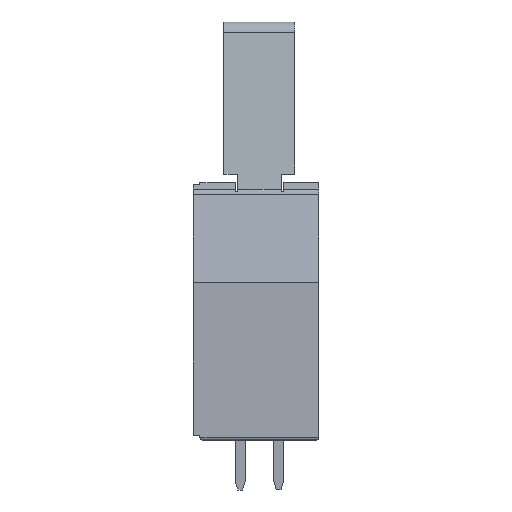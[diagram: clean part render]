
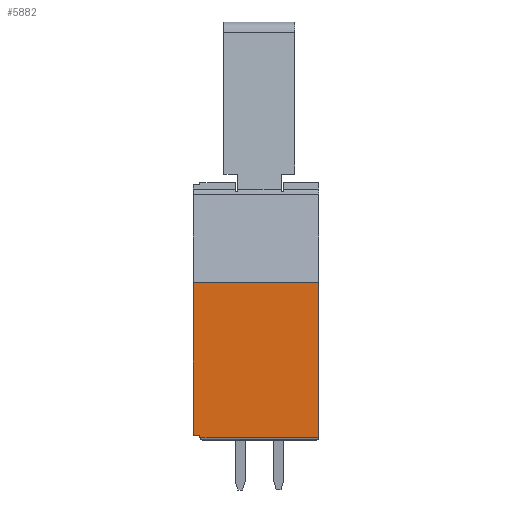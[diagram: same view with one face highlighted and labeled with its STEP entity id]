
A CAD part, left-side view. The second image highlights one B-rep face of the part: STEP entity #5882.
In plain terms, the highlighted planar face has unit normal (-1, 0, 0).
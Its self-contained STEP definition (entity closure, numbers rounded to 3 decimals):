
#2266=EDGE_CURVE('',#4264,#6136,#6601,.T.);
#3370=VERTEX_POINT('',#7811);
#3768=EDGE_CURVE('',#4366,#6136,#8244,.T.);
#3902=EDGE_CURVE('',#6022,#4644,#8389,.T.);
#3994=EDGE_CURVE('',#3370,#4264,#8489,.T.);
#4264=VERTEX_POINT('',#8783);
#4366=VERTEX_POINT('',#8897);
#4644=VERTEX_POINT('',#9205);
#4678=EDGE_CURVE('',#4644,#3370,#9242,.T.);
#4892=EDGE_CURVE('',#6022,#4366,#9475,.T.);
#5882=ADVANCED_FACE('',(#10560),#10561,.T.);
#6022=VERTEX_POINT('',#10714);
#6136=VERTEX_POINT('',#10834);
#6601=LINE('',#11379,#11380);
#7811=CARTESIAN_POINT('',(-18.49,8.3,0.3));
#8244=LINE('',#13703,#13704);
#8389=LINE('',#13913,#13914);
#8489=LINE('',#14063,#14064);
#8783=CARTESIAN_POINT('',(-18.49,8.3,10.4));
#8897=CARTESIAN_POINT('',(-18.49,0.0,0.15));
#9205=CARTESIAN_POINT('',(-18.49,7.85,0.3));
#9242=LINE('',#15131,#15132);
#9475=LINE('',#15477,#15478);
#10560=FACE_OUTER_BOUND('',#17012,.T.);
#10561=PLANE('',#17013);
#10714=CARTESIAN_POINT('',(-18.49,7.85,0.15));
#10834=CARTESIAN_POINT('',(-18.49,0.0,10.4));
#11379=CARTESIAN_POINT('',(-18.49,4.15,10.4));
#11380=VECTOR('',#18057,1.0);
#13703=CARTESIAN_POINT('',(-18.49,0.,0.0));
#13704=VECTOR('',#19711,1.0);
#13913=CARTESIAN_POINT('',(-18.49,7.85,0.15));
#13914=VECTOR('',#19845,1.0);
#14063=CARTESIAN_POINT('',(-18.49,8.3,0.0));
#14064=VECTOR('',#19935,1.0);
#15131=CARTESIAN_POINT('',(-18.49,4.15,0.3));
#15132=VECTOR('',#20757,1.0);
#15477=CARTESIAN_POINT('',(-18.49,4.15,0.15));
#15478=VECTOR('',#20996,1.0);
#17012=EDGE_LOOP('',(#22221,#22222,#22223,#22224,#22225,#22226));
#17013=AXIS2_PLACEMENT_3D('',#22227,#22228,#22229);
#18057=DIRECTION('',(0.0,-1.0,0.));
#19711=DIRECTION('',(0.0,0.0,1.0));
#19845=DIRECTION('',(0.0,0.,1.0));
#19935=DIRECTION('',(0.0,0.0,1.0));
#20757=DIRECTION('',(0.0,1.0,0.));
#20996=DIRECTION('',(0.0,-1.0,0.));
#22221=ORIENTED_EDGE('',*,*,#3902,.F.);
#22222=ORIENTED_EDGE('',*,*,#4892,.T.);
#22223=ORIENTED_EDGE('',*,*,#3768,.T.);
#22224=ORIENTED_EDGE('',*,*,#2266,.F.);
#22225=ORIENTED_EDGE('',*,*,#3994,.F.);
#22226=ORIENTED_EDGE('',*,*,#4678,.F.);
#22227=CARTESIAN_POINT('',(-18.49,0.,0.0));
#22228=DIRECTION('',(-1.0,0.0,0.0));
#22229=DIRECTION('',(0.0,-1.0,0.0));
